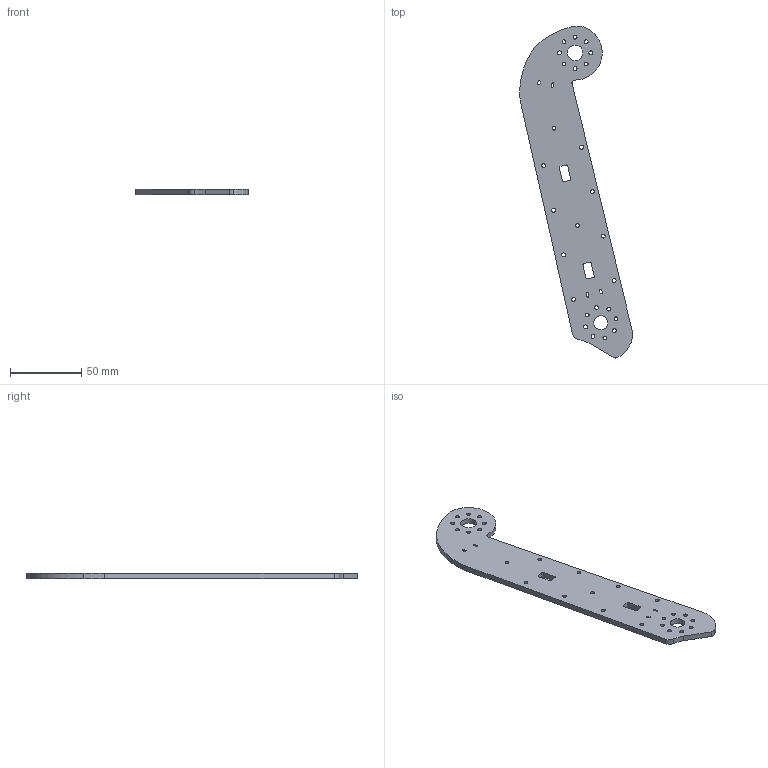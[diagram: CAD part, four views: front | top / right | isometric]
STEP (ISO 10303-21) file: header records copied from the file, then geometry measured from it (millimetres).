
FILE_DESCRIPTION (( 'STEP AP214' ), '1' );
FILE_NAME ('08_ThighPart_Carbon_NimbroOP_v0.1.STEP', '2012-10-07T10:34:00', ( 'schreiber' ), ( '' ), 'SwSTEP 2.0', 'SolidWorks 2012', '' );
FILE_SCHEMA (( 'AUTOMOTIVE_DESIGN' ));
Length unit declared in the file: millimetre
Products named in the file (1): 08_ThighPart_Carbon_NimbroOP_v0.1
Bounding box: 78.86 x 232.27 x 4 mm (x, y, z)
Volume: 35011.1 mm3; surface area: 21194.8 mm2
Topology: 1 solids, 1 shells, 126 faces, 372 edges, 248 vertices
Faces by surface type: cylinder 94, plane 29, bspline 3
Entity records: 4492 total; most frequent: DIRECTION 802, CARTESIAN_POINT 786, ORIENTED_EDGE 744, EDGE_CURVE 372, AXIS2_PLACEMENT_3D 312, VERTEX_POINT 248, EDGE_LOOP 194, CIRCLE 188
